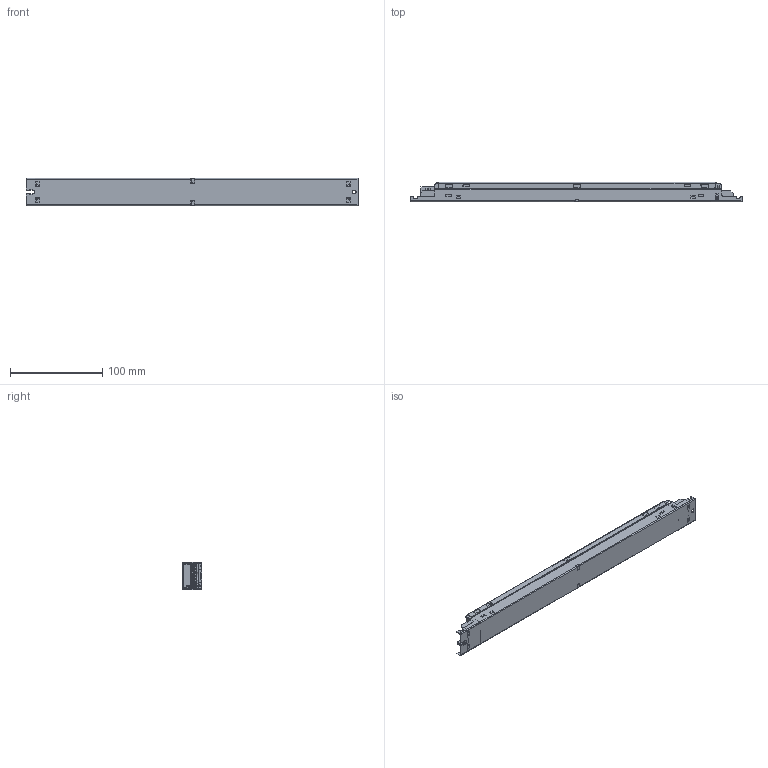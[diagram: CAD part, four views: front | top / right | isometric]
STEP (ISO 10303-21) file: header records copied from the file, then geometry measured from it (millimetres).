
FILE_DESCRIPTION(/* description */ (''),/* implementation_level */ '2;1');
FILE_NAME(/* name */ '9290-015-03600_Xitanium 36W 0.3-1A 54V TD 230V_20160610.stp',/* time_stamp */ '2016-06-10T12:20:11+02:00',/* author */ ('nly19266'),/* organization */ (''),/* preprocessor_version */ 'ST-DEVELOPER v15.2',/* originating_system */ 'Autodesk Inventor 2014',/* authorisation */ '');
FILE_SCHEMA (('AUTOMOTIVE_DESIGN { 1 0 10303 214 3 1 1 }'));
Products named in the file (1): 9290-015-03600_360x30x21 Aluminum_derived
Bounding box: 360 x 20.9 x 29.8 mm (x, y, z)
Volume: 191361.6 mm3; surface area: 46513.6 mm2
Topology: 1 solids, 13 shells, 1800 faces, 4941 edges, 3088 vertices
Faces by surface type: plane 883, cylinder 608, bspline 157, torus 101, cone 27, sphere 24
Full cylindrical faces by diameter (mm): 1.1 x24, 1.3 x1, 3 x13
Entity records: 63993 total; most frequent: CARTESIAN_POINT 16996, ORIENTED_EDGE 9550, DIRECTION 9362, EDGE_CURVE 4775, AXIS2_PLACEMENT_3D 3193, VERTEX_POINT 3037, LINE 2976, VECTOR 2976
